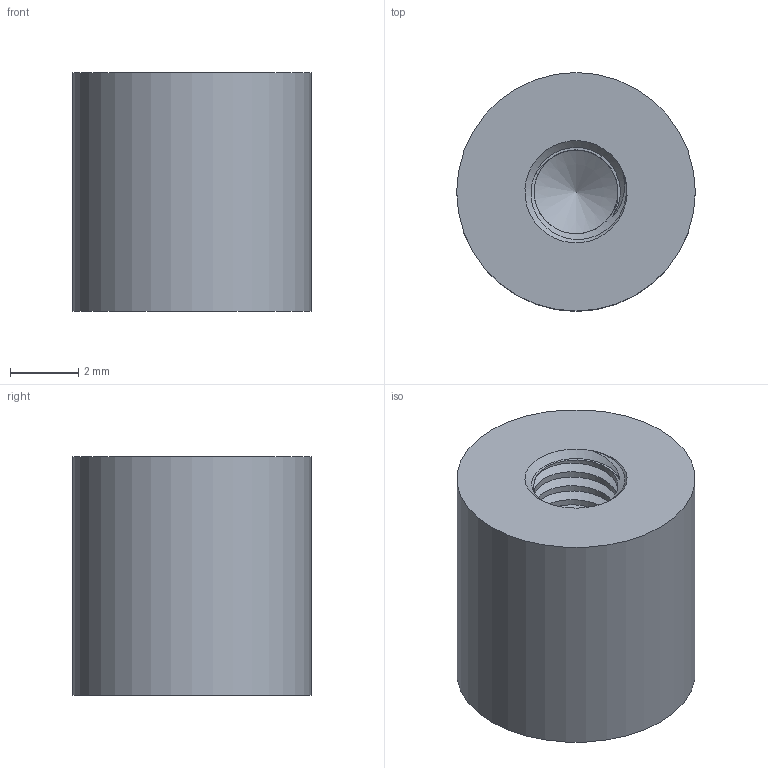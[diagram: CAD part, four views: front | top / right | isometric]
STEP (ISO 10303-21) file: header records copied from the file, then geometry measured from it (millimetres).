
FILE_DESCRIPTION(/* description */ ('Unknown'),/* implementation_level */ '2;1');
FILE_NAME(/* name */ 'MP_Wurth_WP-SMBU_7466203',/* time_stamp */ '2026-01-20T17:27:00+08:00',/* author */ ('Unknown'),/* organization */ ('Unknown'),/* preprocessor_version */ 'ST-DEVELOPER v19.4',/* originating_system */ 'Solid Edge',/* authorisation */ 'Unknown');
FILE_SCHEMA (('AUTOMOTIVE_DESIGN {1 0 10303 214 3 1 1}'));
Length unit declared in the file: millimetre
Products named in the file (2): MP_Wurth_WP-SMBU_7466203
Assembly tree (1 placements, depth 2):
  MP_Wurth_WP-SMBU_7466203
    MP_Wurth_WP-SMBU_7466203
Bounding box: 7 x 7 x 7 mm (x, y, z)
Volume: 242.8 mm3; surface area: 288.9 mm2
Topology: 1 solids, 1 shells, 16 faces, 40 edges, 26 vertices
Faces by surface type: cylinder 8, plane 4, bspline 2, cone 2
Full cylindrical faces by diameter (mm): 2.46 x7, 7 x1
Entity records: 948 total; most frequent: CARTESIAN_POINT 726, DIRECTION 35, ORIENTED_EDGE 32, EDGE_CURVE 16, AXIS2_PLACEMENT_3D 16, FACE_BOUND 14, EDGE_LOOP 13, VERTEX_POINT 12
